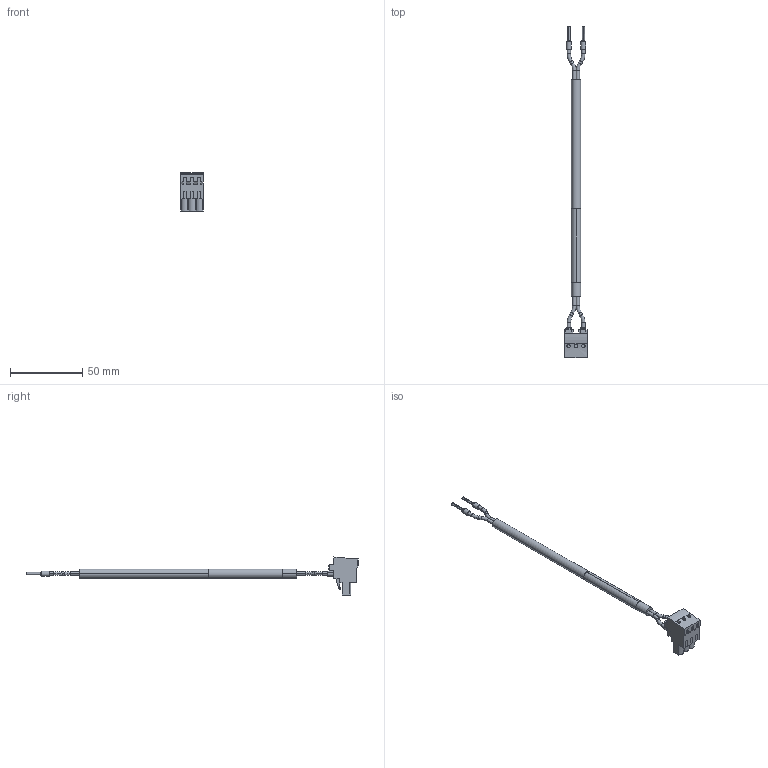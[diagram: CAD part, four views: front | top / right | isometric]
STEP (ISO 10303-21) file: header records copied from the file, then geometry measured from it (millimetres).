
FILE_DESCRIPTION(('CATIA V5 STEP Exchange','CAx-IF Rec.Pracs.--- Model Styling and Organization---1.4--- 2014-01-23'),'2;1');
FILE_NAME ('1350095-2_0_2817650095_2817650095.stp','2024-01-05T07:28:37+00:00',('none'),('Weidmueller'),'CATIA Version 5-6 Release 2016 SP3 HF44','CATIA V5 STEP AP214','none');
FILE_SCHEMA(('AUTOMOTIVE_DESIGN { 1 0 10303 214 1 1 1 1 }'));
Length unit declared in the file: millimetre
Products named in the file (1): 2817650095
Bounding box: 15.24 x 229.22 x 26.24 mm (x, y, z)
Volume: 10067.4 mm3; surface area: 17458 mm2
Topology: 17 solids, 17 shells, 425 faces, 1040 edges, 661 vertices
Faces by surface type: plane 204, cylinder 149, torus 48, cone 16, extrusion 8
Entity records: 11877 total; most frequent: CARTESIAN_POINT 2345, ORIENTED_EDGE 2080, DIRECTION 1620, EDGE_CURVE 1040, VECTOR 668, VERTEX_POINT 661, LINE 660, AXIS2_PLACEMENT_3D 649
